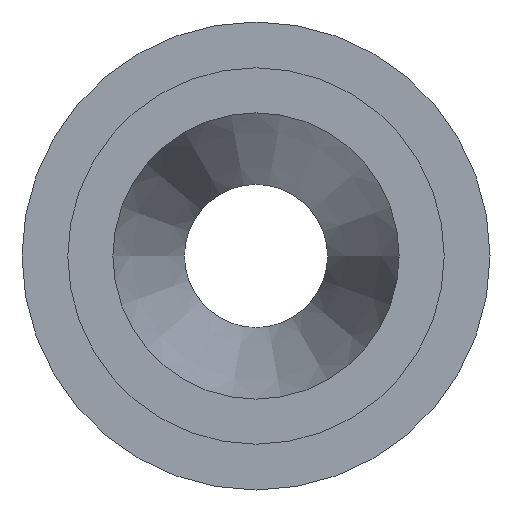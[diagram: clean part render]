
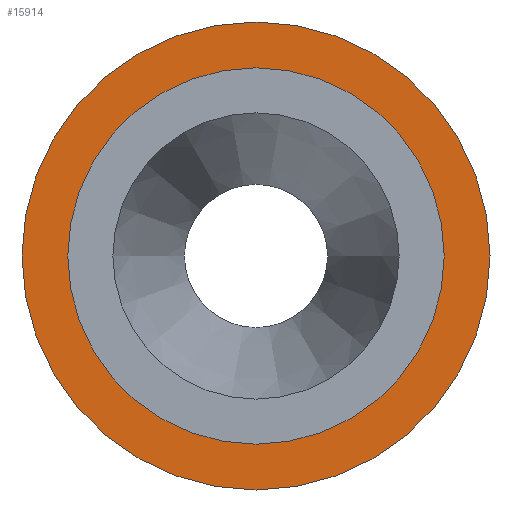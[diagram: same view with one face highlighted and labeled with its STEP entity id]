
A CAD part, left-side view. The second image highlights one B-rep face of the part: STEP entity #15914.
In plain terms, the highlighted planar face has unit normal (-1, 0, 0).
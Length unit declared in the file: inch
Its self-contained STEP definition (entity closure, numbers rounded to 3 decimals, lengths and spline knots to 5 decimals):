
#3682=CARTESIAN_POINT('',(0.0,1.635,0.0));
#3683=VERTEX_POINT('',#3682);
#3684=CARTESIAN_POINT('',(0.0,0.0,0.0));
#3685=DIRECTION('',(1.0,0.0,0.0));
#3686=DIRECTION('',(0.0,1.0,0.0));
#3687=AXIS2_PLACEMENT_3D('',#3684,#3685,#3686);
#3688=CIRCLE('',#3687,1.635);
#3689=EDGE_CURVE('',#3683,#3683,#3688,.T.);
#15888=CARTESIAN_POINT('',(0.0,1.315,0.0));
#15889=VERTEX_POINT('',#15888);
#15890=CARTESIAN_POINT('',(0.0,0.0,0.0));
#15891=DIRECTION('',(1.0,0.0,0.0));
#15892=DIRECTION('',(0.0,1.0,0.0));
#15893=AXIS2_PLACEMENT_3D('',#15890,#15891,#15892);
#15894=CIRCLE('',#15893,1.315);
#15895=EDGE_CURVE('',#15889,#15889,#15894,.T.);
#15903=CARTESIAN_POINT('',(0.0,1.475,0.0));
#15904=DIRECTION('',(-1.0,0.0,0.0));
#15905=DIRECTION('',(0.0,0.0,1.0));
#15906=AXIS2_PLACEMENT_3D('',#15903,#15904,#15905);
#15907=PLANE('',#15906);
#15908=ORIENTED_EDGE('',*,*,#3689,.F.);
#15909=EDGE_LOOP('',(#15908));
#15910=FACE_OUTER_BOUND('',#15909,.T.);
#15911=ORIENTED_EDGE('',*,*,#15895,.T.);
#15912=EDGE_LOOP('',(#15911));
#15913=FACE_BOUND('',#15912,.T.);
#15914=ADVANCED_FACE('',(#15910,#15913),#15907,.T.);
